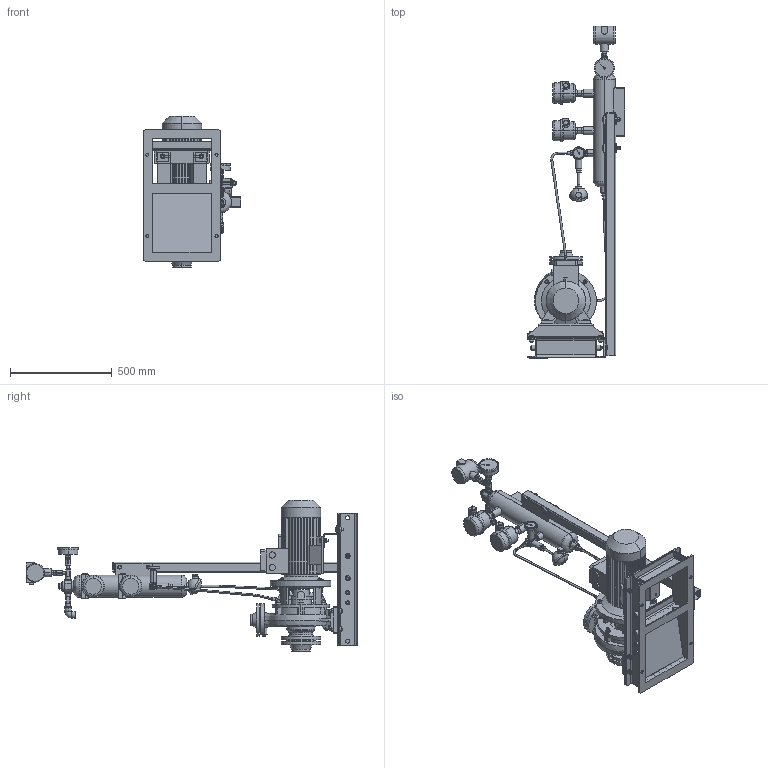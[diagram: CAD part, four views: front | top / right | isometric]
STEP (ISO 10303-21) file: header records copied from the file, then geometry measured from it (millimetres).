
FILE_DESCRIPTION (( 'STEP AP203' ), '1' );
FILE_NAME ('221-212-55Ò-ÐÑ2-12-02.step', '2023-07-26T14:10:08', ( 'adb' ), ( '' ), 'SwSTEP 2.0', 'SolidWorks 2016', '' );
FILE_SCHEMA (( 'CONFIG_CONTROL_DESIGN' ));
Products named in the file (1): 221-212-55Ò-ÐÑ2-12-02
Bounding box: 479 x 1630.5 x 743 mm (x, y, z)
Volume: 30727572.5 mm3; surface area: 4321899.4 mm2
Topology: 32 solids, 45 shells, 3071 faces, 7782 edges, 5005 vertices
Faces by surface type: plane 1562, cylinder 1116, cone 280, torus 65, bspline 38, sphere 10
Entity records: 108701 total; most frequent: CARTESIAN_POINT 33848, DIRECTION 15765, ORIENTED_EDGE 15532, EDGE_CURVE 7766, AXIS2_PLACEMENT_3D 5955, VERTEX_POINT 4999, LINE 3855, VECTOR 3855
